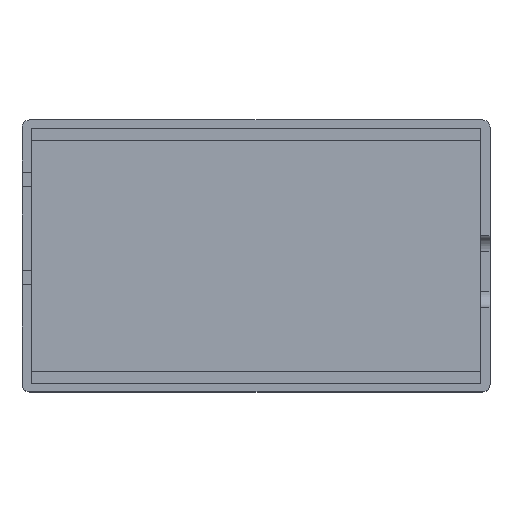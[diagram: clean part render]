
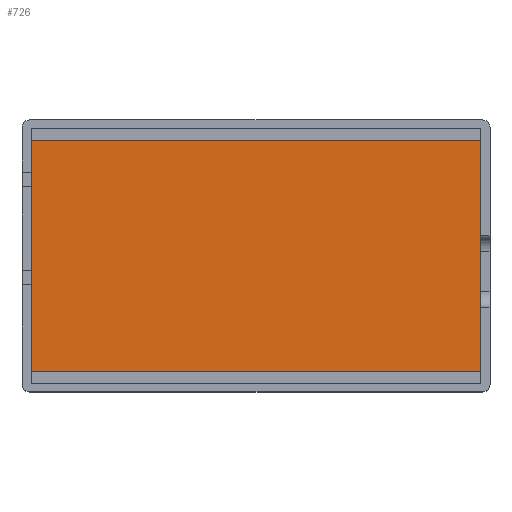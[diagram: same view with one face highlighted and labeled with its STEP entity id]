
A CAD part, top view. The second image highlights one B-rep face of the part: STEP entity #726.
In plain terms, the highlighted planar face has unit normal (0, 0, 1).
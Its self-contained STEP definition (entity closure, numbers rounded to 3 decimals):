
#76=FACE_OUTER_BOUND('',#116,.T.);
#116=EDGE_LOOP('',(#649,#650,#651,#652));
#132=LINE('',#1017,#218);
#189=LINE('',#1154,#275);
#195=LINE('',#1165,#281);
#198=LINE('',#1169,#284);
#218=VECTOR('',#816,10.);
#275=VECTOR('',#935,10.);
#281=VECTOR('',#947,10.);
#284=VECTOR('',#952,10.);
#302=VERTEX_POINT('',#1014);
#303=VERTEX_POINT('',#1016);
#351=VERTEX_POINT('',#1151);
#352=VERTEX_POINT('',#1153);
#372=EDGE_CURVE('',#302,#303,#132,.T.);
#441=EDGE_CURVE('',#351,#352,#189,.T.);
#447=EDGE_CURVE('',#351,#303,#195,.T.);
#450=EDGE_CURVE('',#302,#352,#198,.T.);
#649=ORIENTED_EDGE('',*,*,#447,.T.);
#650=ORIENTED_EDGE('',*,*,#372,.F.);
#651=ORIENTED_EDGE('',*,*,#450,.T.);
#652=ORIENTED_EDGE('',*,*,#441,.F.);
#690=PLANE('',#792);
#726=ADVANCED_FACE('',(#76),#690,.T.);
#792=AXIS2_PLACEMENT_3D('',#1191,#981,#982);
#816=DIRECTION('',(0.,1.,0.));
#935=DIRECTION('',(0.,-1.,0.));
#947=DIRECTION('',(-1.,0.,0.));
#952=DIRECTION('',(1.,0.,0.));
#981=DIRECTION('center_axis',(0.,0.,1.));
#982=DIRECTION('ref_axis',(1.,0.,0.));
#1014=CARTESIAN_POINT('',(0.,-31.5,1.2));
#1016=CARTESIAN_POINT('',(0.,-1.5,1.2));
#1017=CARTESIAN_POINT('',(0.,-24.75,1.2));
#1151=CARTESIAN_POINT('',(58.5,-1.5,1.2));
#1153=CARTESIAN_POINT('',(58.5,-31.5,1.2));
#1154=CARTESIAN_POINT('',(58.5,-8.25,1.2));
#1165=CARTESIAN_POINT('',(29.25,-1.5,1.2));
#1169=CARTESIAN_POINT('',(29.25,-31.5,1.2));
#1191=CARTESIAN_POINT('Origin',(29.25,-16.5,1.2));
